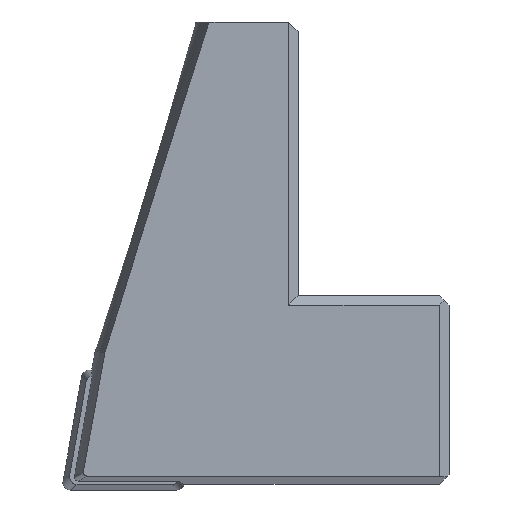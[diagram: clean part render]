
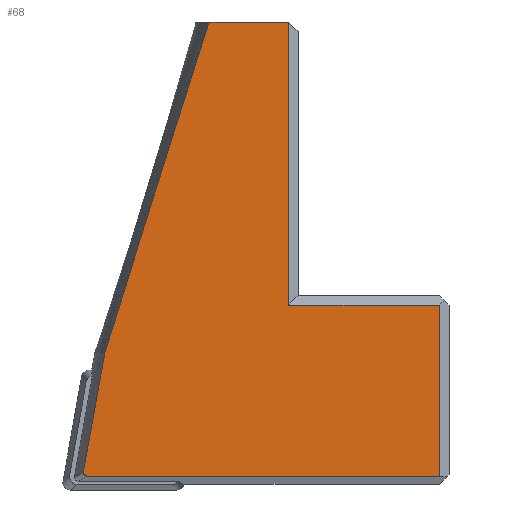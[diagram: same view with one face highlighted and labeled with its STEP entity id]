
A CAD part, front view. The second image highlights one B-rep face of the part: STEP entity #68.
In plain terms, the highlighted planar face has unit normal (0, -1, 0).
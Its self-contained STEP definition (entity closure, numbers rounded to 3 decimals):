
#68=ADVANCED_FACE('',(#133),#104,.F.);
#104=PLANE('',#717);
#133=FACE_OUTER_BOUND('',#169,.T.);
#169=EDGE_LOOP('',(#226,#227,#228,#229,#230,#231,#232,#233));
#206=B_SPLINE_CURVE_WITH_KNOTS('',3,(#1007,#1008,#1009,#1010,#1011,#1012,
#1013,#1014,#1015),.UNSPECIFIED.,.F.,.F.,(4,1,1,1,1,1,4),(0.,0.167,
0.333,0.5,0.667,0.833,1.),.UNSPECIFIED.);
#207=B_SPLINE_CURVE_WITH_KNOTS('',3,(#1017,#1018,#1019,#1020,#1021,#1022),
 .UNSPECIFIED.,.F.,.F.,(4,1,1,4),(0.,0.333,0.667,1.),
 .UNSPECIFIED.);
#208=B_SPLINE_CURVE_WITH_KNOTS('',3,(#1024,#1025,#1026,#1027,#1028,#1029,
#1030,#1031,#1032,#1033,#1034,#1035,#1036,#1037,#1038,#1039,#1040,#1041,
#1042,#1043),.UNSPECIFIED.,.F.,.F.,(4,1,1,1,1,1,1,1,1,1,1,1,1,1,1,1,1,4),
(0.,0.059,0.118,0.176,0.235,0.294,
0.353,0.412,0.471,0.529,0.588,
0.647,0.706,0.765,0.824,0.882,
0.941,1.),.UNSPECIFIED.);
#226=ORIENTED_EDGE('',*,*,#469,.F.);
#227=ORIENTED_EDGE('',*,*,#470,.F.);
#228=ORIENTED_EDGE('',*,*,#471,.F.);
#229=ORIENTED_EDGE('',*,*,#472,.F.);
#230=ORIENTED_EDGE('',*,*,#463,.F.);
#231=ORIENTED_EDGE('',*,*,#473,.F.);
#232=ORIENTED_EDGE('',*,*,#474,.T.);
#233=ORIENTED_EDGE('',*,*,#475,.F.);
#403=VERTEX_POINT('',#950);
#404=VERTEX_POINT('',#952);
#408=VERTEX_POINT('',#1005);
#409=VERTEX_POINT('',#1006);
#410=VERTEX_POINT('',#1016);
#411=VERTEX_POINT('',#1023);
#412=VERTEX_POINT('',#1045);
#413=VERTEX_POINT('',#1047);
#463=EDGE_CURVE('',#403,#404,#555,.T.);
#469=EDGE_CURVE('',#408,#409,#558,.T.);
#470=EDGE_CURVE('',#410,#408,#206,.T.);
#471=EDGE_CURVE('',#411,#410,#207,.T.);
#472=EDGE_CURVE('',#404,#411,#208,.T.);
#473=EDGE_CURVE('',#412,#403,#559,.T.);
#474=EDGE_CURVE('',#412,#413,#560,.T.);
#475=EDGE_CURVE('',#409,#413,#561,.T.);
#555=LINE('',#951,#625);
#558=LINE('',#1004,#628);
#559=LINE('',#1044,#629);
#560=LINE('',#1046,#630);
#561=LINE('',#1048,#631);
#625=VECTOR('',#776,1.);
#628=VECTOR('',#783,1.);
#629=VECTOR('',#784,1.);
#630=VECTOR('',#785,1.);
#631=VECTOR('',#786,1.);
#717=AXIS2_PLACEMENT_3D('',#1049,#787,#788);
#776=DIRECTION('',(-1.,0.,0.));
#783=DIRECTION('',(1.,0.,0.));
#784=DIRECTION('',(0.,0.,-1.));
#785=DIRECTION('',(-1.,0.,0.));
#786=DIRECTION('',(0.,0.,-1.));
#787=DIRECTION('',(0.,1.,0.));
#788=DIRECTION('',(0.,0.,1.));
#950=CARTESIAN_POINT('',(7.5,-5.,-9.563));
#951=CARTESIAN_POINT('',(7.5,-5.,-9.563));
#952=CARTESIAN_POINT('',(-11.177,-5.,-9.563));
#1004=CARTESIAN_POINT('',(-4.724,-5.,14.5));
#1005=CARTESIAN_POINT('',(-4.724,-5.,14.5));
#1006=CARTESIAN_POINT('',(-0.5,-5.,14.5));
#1007=CARTESIAN_POINT('',(-10.234,-5.,-3.));
#1008=CARTESIAN_POINT('',(-9.865,-5.,-1.82));
#1009=CARTESIAN_POINT('',(-9.149,-5.,0.466));
#1010=CARTESIAN_POINT('',(-8.147,-5.,3.66));
#1011=CARTESIAN_POINT('',(-7.207,-5.,6.648));
#1012=CARTESIAN_POINT('',(-6.325,-5.,9.444));
#1013=CARTESIAN_POINT('',(-5.497,-5.,12.064));
#1014=CARTESIAN_POINT('',(-4.976,-5.,13.706));
#1015=CARTESIAN_POINT('',(-4.724,-5.,14.5));
#1016=CARTESIAN_POINT('',(-10.234,-5.,-3.));
#1017=CARTESIAN_POINT('',(-11.374,-5.,-9.331));
#1018=CARTESIAN_POINT('',(-11.243,-5.,-8.602));
#1019=CARTESIAN_POINT('',(-10.984,-5.,-7.162));
#1020=CARTESIAN_POINT('',(-10.604,-5.,-5.052));
#1021=CARTESIAN_POINT('',(-10.356,-5.,-3.679));
#1022=CARTESIAN_POINT('',(-10.234,-5.,-3.));
#1023=CARTESIAN_POINT('',(-11.374,-5.,-9.331));
#1024=CARTESIAN_POINT('',(-11.177,-5.,-9.563));
#1025=CARTESIAN_POINT('',(-11.184,-5.,-9.563));
#1026=CARTESIAN_POINT('',(-11.198,-5.,-9.562));
#1027=CARTESIAN_POINT('',(-11.219,-5.,-9.559));
#1028=CARTESIAN_POINT('',(-11.239,-5.,-9.553));
#1029=CARTESIAN_POINT('',(-11.259,-5.,-9.546));
#1030=CARTESIAN_POINT('',(-11.277,-5.,-9.537));
#1031=CARTESIAN_POINT('',(-11.295,-5.,-9.526));
#1032=CARTESIAN_POINT('',(-11.311,-5.,-9.513));
#1033=CARTESIAN_POINT('',(-11.325,-5.,-9.499));
#1034=CARTESIAN_POINT('',(-11.338,-5.,-9.483));
#1035=CARTESIAN_POINT('',(-11.35,-5.,-9.467));
#1036=CARTESIAN_POINT('',(-11.359,-5.,-9.449));
#1037=CARTESIAN_POINT('',(-11.367,-5.,-9.43));
#1038=CARTESIAN_POINT('',(-11.373,-5.,-9.411));
#1039=CARTESIAN_POINT('',(-11.376,-5.,-9.391));
#1040=CARTESIAN_POINT('',(-11.378,-5.,-9.371));
#1041=CARTESIAN_POINT('',(-11.377,-5.,-9.351));
#1042=CARTESIAN_POINT('',(-11.376,-5.,-9.337));
#1043=CARTESIAN_POINT('',(-11.374,-5.,-9.331));
#1044=CARTESIAN_POINT('',(7.5,-5.,-0.5));
#1045=CARTESIAN_POINT('',(7.5,-5.,-0.5));
#1046=CARTESIAN_POINT('',(7.5,-5.,-0.5));
#1047=CARTESIAN_POINT('',(-0.5,-5.,-0.5));
#1048=CARTESIAN_POINT('',(-0.5,-5.,14.5));
#1049=CARTESIAN_POINT('',(-14.59,-5.,-10.));
